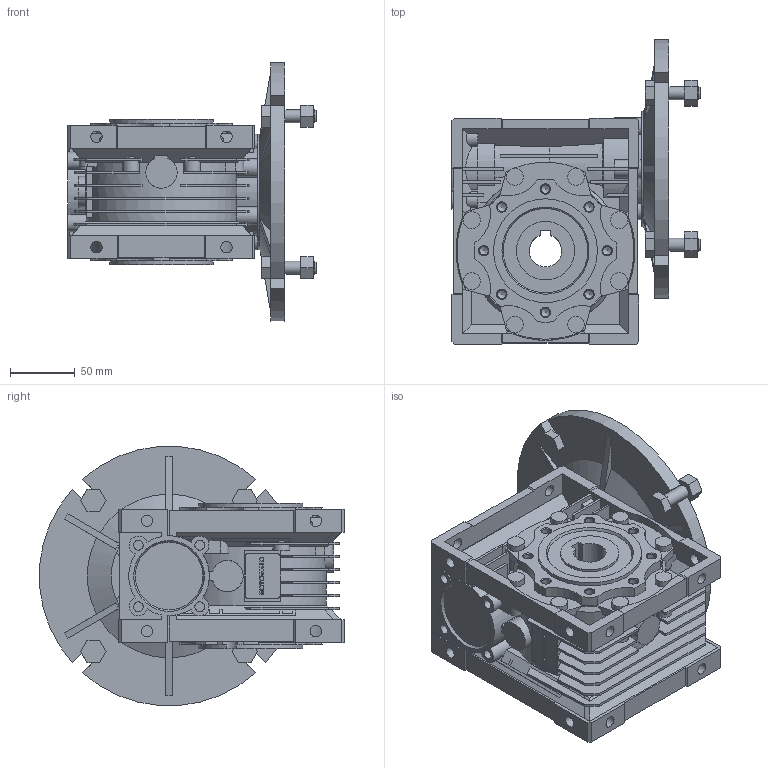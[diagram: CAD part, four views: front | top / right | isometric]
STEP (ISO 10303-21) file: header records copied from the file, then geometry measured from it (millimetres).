
FILE_DESCRIPTION( ( 'STEP AP214' ), '1' );
FILE_NAME( 'NMRV06310152511100300NO---(--------).stp', '2021-05-27T11:11:51', ( 'License CC BY-ND 4.0' ), ( 'CADENAS' ), ' ', 'PARTsolutions', ' ' );
FILE_SCHEMA( ( 'AUTOMOTIVE_DESIGN { 1 0 10303 214 1 1 1 1 }' ) );
Length unit declared in the file: millimetre
Products named in the file (5): NMRV06310152511100300NO---(--------); _Gear unit 63; _063-25 (112)alc-n; _VB 063-24 (24); _63-90 B5
Assembly tree (4 placements, depth 2):
  NMRV06310152511100300NO---(--------)
    _Gear unit 63
    _063-25 (112)alc-n
    _VB 063-24 (24)
    _63-90 B5
Bounding box: 191 x 234.67 x 199.34 mm (x, y, z)
Volume: 2016576.2 mm3; surface area: 392667.1 mm2
Topology: 4 solids, 6 shells, 1244 faces, 3394 edges, 2219 vertices
Faces by surface type: plane 916, cylinder 237, cone 89, bspline 2
Full cylindrical faces by diameter (mm): 3.212 x3, 6.647 x16, 7.56 x4, 8.78 x14, 10 x8, 13 x14, 15.741 x1, 34 x2, 37 x1, 45 x2, 52 x1, 53 x1, 62 x1, 80 x1, 89 x1, 110 x1, 127.74 x1, 130 x1
Entity records: 49175 total; most frequent: CARTESIAN_POINT 7906, ORIENTED_EDGE 6488, DIRECTION 6332, EDGE_CURVE 3244, LINE 2264, VECTOR 2264, VERTEX_POINT 2201, AXIS2_PLACEMENT_3D 2034
